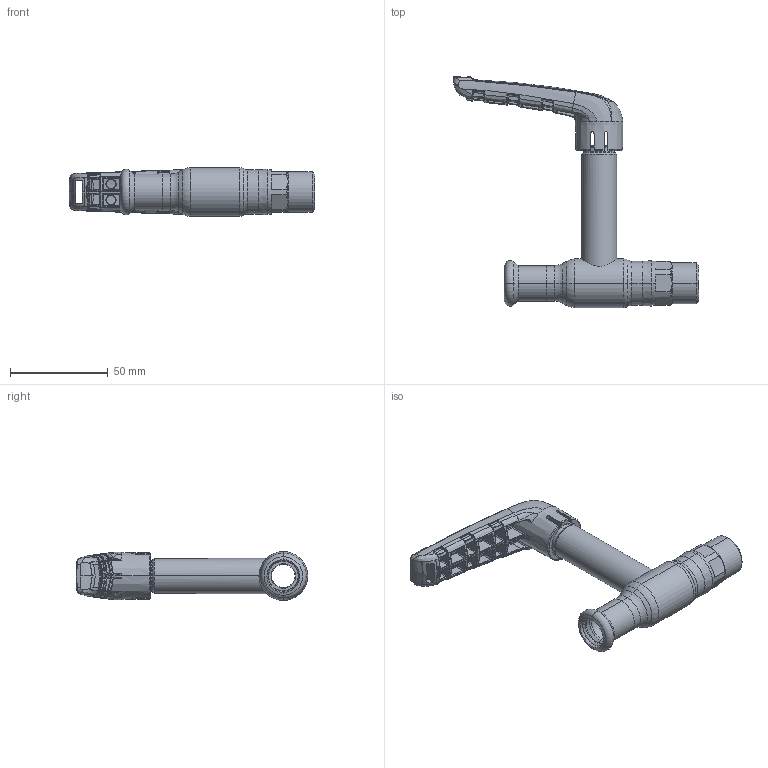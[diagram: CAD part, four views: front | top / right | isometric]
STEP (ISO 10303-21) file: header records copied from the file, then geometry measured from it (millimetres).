
FILE_DESCRIPTION (( 'STEP AP214' ), '1' );
FILE_NAME ('2010001211-xxxx.step', '2019-05-10T10:38:35', ( '' ), ( '' ), 'SwSTEP 2.0', 'SolidWorks 2017', '' );
FILE_SCHEMA (( 'AUTOMOTIVE_DESIGN' ));
Length unit declared in the file: millimetre
Products named in the file (1): 2010001211-xxxx
Bounding box: 125.78 x 118.68 x 25 mm (x, y, z)
Surface area: 23079 mm2 (no closed solid volume)
Topology: 0 solids, 9 shells, 817 faces, 2456 edges, 1548 vertices
Faces by surface type: bspline 655, plane 63, cylinder 39, cone 37, torus 23
Entity records: 58836 total; most frequent: CARTESIAN_POINT 33851, ORIENTED_EDGE 4200, EDGE_CURVE 2434, B_SPLINE_CURVE_WITH_KNOTS 1688, DIRECTION 1628, VERTEX_POINT 1548, EDGE_LOOP 839, UNCERTAINTY_MEASURE_WITH_UNIT 819
